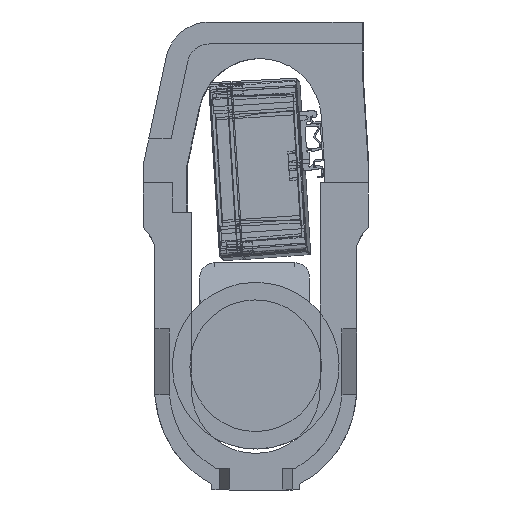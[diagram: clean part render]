
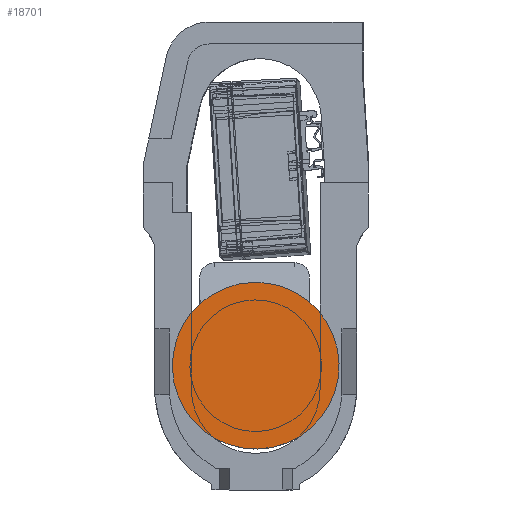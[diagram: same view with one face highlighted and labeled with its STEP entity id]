
A CAD part, left-side view. The second image highlights one B-rep face of the part: STEP entity #18701.
In plain terms, the highlighted face is planar.
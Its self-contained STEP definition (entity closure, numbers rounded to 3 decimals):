
#18601=CARTESIAN_POINT('Vertex',(27.327,-138.74,50.022)) ;
#18604=CARTESIAN_POINT('Axis2P3D Location',(0.,-138.74,0.)) ;
#18608=CARTESIAN_POINT('Vertex',(-27.327,-138.74,-50.022)) ;
#18628=CARTESIAN_POINT('Axis2P3D Location',(0.,-138.74,0.)) ;
#18692=CARTESIAN_POINT('Axis2P3D Location',(0.,-138.74,57.)) ;
#18605=DIRECTION('Axis2P3D Direction',(0.,1.,0.)) ;
#18629=DIRECTION('Axis2P3D Direction',(0.,1.,0.)) ;
#18693=DIRECTION('Axis2P3D Direction',(0.,1.,0.)) ;
#18694=DIRECTION('Axis2P3D XDirection',(1.,-0.,0.)) ;
#18606=AXIS2_PLACEMENT_3D('Circle Axis2P3D',#18604,#18605,$) ;
#18630=AXIS2_PLACEMENT_3D('Circle Axis2P3D',#18628,#18629,$) ;
#18695=AXIS2_PLACEMENT_3D('Plane Axis2P3D',#18692,#18693,#18694) ;
#18698=ORIENTED_EDGE('',*,*,#18610,.F.) ;
#18699=ORIENTED_EDGE('',*,*,#18632,.F.) ;
#18701=ADVANCED_FACE('Hauptk\X2\00F6\X0\rper',(#18700),#18696,.F.) ;
#18607=CIRCLE('generated circle',#18606,57.) ;
#18631=CIRCLE('generated circle',#18630,57.) ;
#18610=EDGE_CURVE('',#18602,#18609,#18607,.T.) ;
#18632=EDGE_CURVE('',#18609,#18602,#18631,.T.) ;
#18697=EDGE_LOOP('',(#18698,#18699)) ;
#18700=FACE_OUTER_BOUND('',#18697,.T.) ;
#18696=PLANE('Plane',#18695) ;
#18602=VERTEX_POINT('',#18601) ;
#18609=VERTEX_POINT('',#18608) ;
